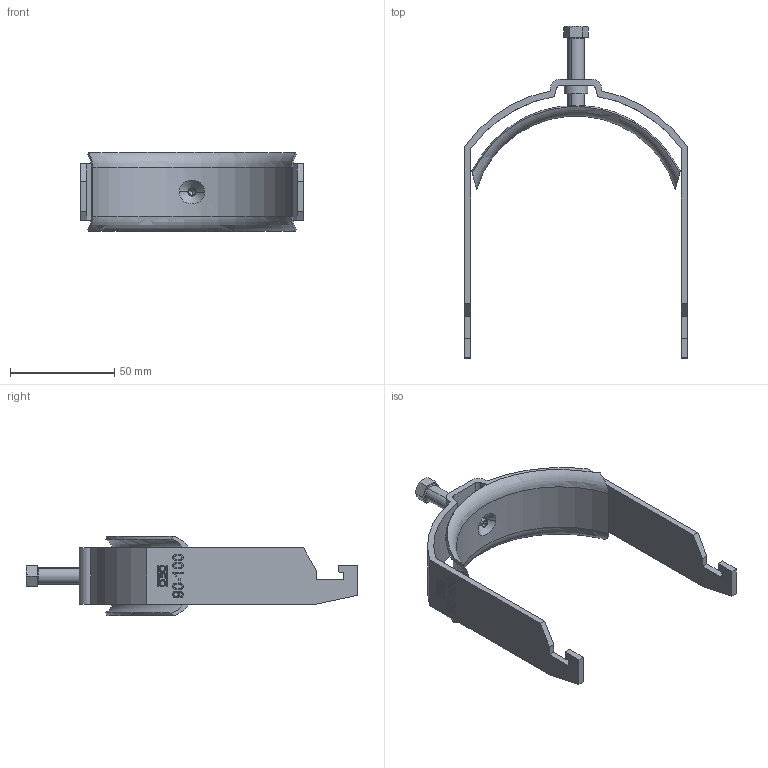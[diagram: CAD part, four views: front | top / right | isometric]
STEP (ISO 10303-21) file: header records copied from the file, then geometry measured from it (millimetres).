
FILE_DESCRIPTION (( 'STEP AP214' ), '1' );
FILE_NAME ('1186597.STEP', '2023-09-01T09:34:40', ( '' ), ( '' ), 'SwSTEP 2.0', 'SolidWorks 2022', '' );
FILE_SCHEMA (( 'AUTOMOTIVE_DESIGN' ));
Length unit declared in the file: millimetre
Products named in the file (4): 203554_Standard; 142313_Druckschraube - M8 x 33; 1186597; 157120_1Fach
Assembly tree (3 placements, depth 2):
  1186597
    157120_1Fach
    142313_Druckschraube - M8 x 33
    203554_Standard
Bounding box: 107 x 159.5 x 38.28 mm (x, y, z)
Volume: 34701.5 mm3; surface area: 31033.7 mm2
Topology: 3 solids, 3 shells, 233 faces, 600 edges, 396 vertices
Faces by surface type: plane 118, bspline 61, cylinder 36, cone 10, torus 8
Entity records: 12609 total; most frequent: CARTESIAN_POINT 6699, ORIENTED_EDGE 1192, DIRECTION 888, EDGE_CURVE 596, VERTEX_POINT 396, VECTOR 324, LINE 324, AXIS2_PLACEMENT_3D 282
